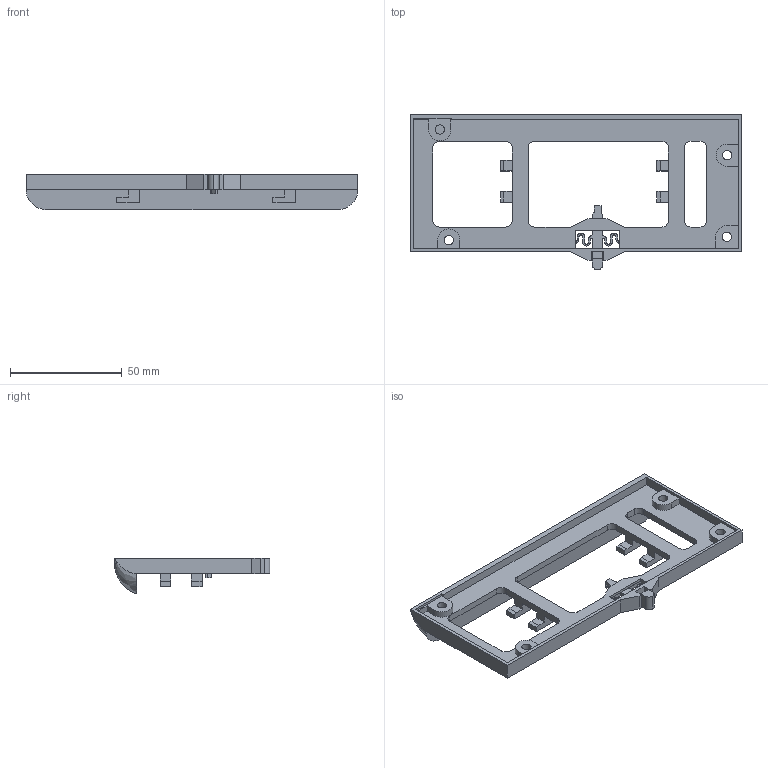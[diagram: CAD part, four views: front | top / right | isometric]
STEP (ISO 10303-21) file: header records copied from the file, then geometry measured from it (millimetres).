
FILE_DESCRIPTION(/* description */ ('STEP AP242','CAx-IF Rec.Pracs.---Representation and Presentation of Product Manufacturing Information (PMI)---4.0---2014-10-13'),/* implementation_level */ '2;1');
FILE_NAME(/* name */ 'X1P-bbox_lower_shell.step',/* time_stamp */ '2025-03-11T08:05:24+01:00',/* author */ (''),/* organization */ (''),/* preprocessor_version */ 'ST-DEVELOPER v20',/* originating_system */ 'Autodesk Translation Framework v13.20.0.188',/* authorisation */ '');
FILE_SCHEMA (('AP242_MANAGED_MODEL_BASED_3D_ENGINEERING_MIM_LF { 1 0 10303 442 1 1 4 }'));
Length unit declared in the file: millimetre
Products named in the file (2): X1P-002 bbox model; Upper shell
Assembly tree (1 placements, depth 2):
  X1P-002 bbox model
    Upper shell
Bounding box: 148.62 x 69.66 x 16.1 mm (x, y, z)
Volume: 27439.8 mm3; surface area: 19668.6 mm2
Topology: 1 solids, 1 shells, 182 faces, 540 edges, 356 vertices
Faces by surface type: plane 127, cylinder 51, bspline 4
Full cylindrical faces by diameter (mm): 4.2 x4
Entity records: 6472 total; most frequent: CARTESIAN_POINT 1456, ORIENTED_EDGE 1076, DIRECTION 989, EDGE_CURVE 538, LINE 425, VECTOR 425, VERTEX_POINT 356, AXIS2_PLACEMENT_3D 282
